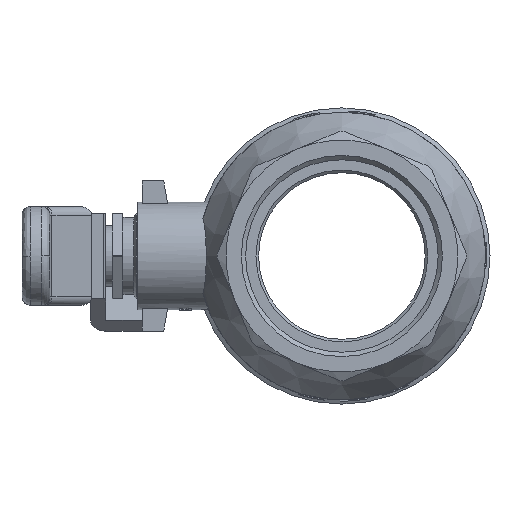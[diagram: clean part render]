
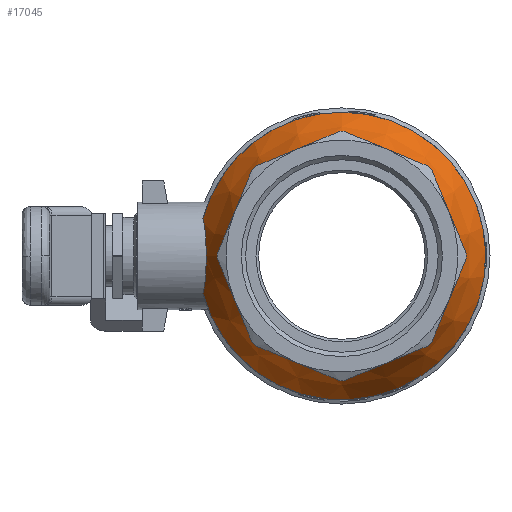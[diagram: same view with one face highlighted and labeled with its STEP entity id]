
A CAD part, left-side view. The second image highlights one B-rep face of the part: STEP entity #17045.
In plain terms, the highlighted conical face has half-angle 28.369 degrees and reference radius 26.75 mm.
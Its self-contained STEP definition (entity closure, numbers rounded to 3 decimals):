
#102=CONICAL_SURFACE('',#18604,26.75,0.495);
#1158=B_SPLINE_CURVE_WITH_KNOTS('',3,(#28578,#28579,#28580,#28581,#28582,
#28583,#28584,#28585),.UNSPECIFIED.,.F.,.F.,(4,1,1,1,1,4),(0.,0.002,
0.005,0.01,0.014,0.019),
 .UNSPECIFIED.);
#4815=ORIENTED_EDGE('',*,*,#9776,.F.);
#4816=ORIENTED_EDGE('',*,*,#9360,.T.);
#4817=ORIENTED_EDGE('',*,*,#9834,.F.);
#9360=EDGE_CURVE('',#11915,#11916,#13560,.T.);
#9776=EDGE_CURVE('',#11915,#11916,#1158,.T.);
#9834=EDGE_CURVE('',#12388,#12388,#13618,.T.);
#11915=VERTEX_POINT('',#27728);
#11916=VERTEX_POINT('',#27729);
#12388=VERTEX_POINT('',#28729);
#13560=CIRCLE('',#18213,33.5);
#13618=CIRCLE('',#18605,26.75);
#14022=EDGE_LOOP('',(#4815,#4816));
#14023=EDGE_LOOP('',(#4817));
#15152=FACE_BOUND('',#14022,.T.);
#15153=FACE_BOUND('',#14023,.T.);
#17045=ADVANCED_FACE('',(#15152,#15153),#102,.T.);
#18213=AXIS2_PLACEMENT_3D('',#27727,#20943,#20944);
#18604=AXIS2_PLACEMENT_3D('',#28727,#21802,#21803);
#18605=AXIS2_PLACEMENT_3D('',#28728,#21804,#21805);
#20943=DIRECTION('',(0.,-1.,0.));
#20944=DIRECTION('',(0.,0.,-1.));
#21802=DIRECTION('',(0.,1.,0.));
#21803=DIRECTION('',(1.,0.,0.));
#21804=DIRECTION('',(0.,-1.,0.));
#21805=DIRECTION('',(0.,0.,-1.));
#27727=CARTESIAN_POINT('',(0.,-9.,0.));
#27728=CARTESIAN_POINT('',(-8.675,-9.,32.357));
#27729=CARTESIAN_POINT('',(8.675,-9.,32.357));
#28578=CARTESIAN_POINT('',(-8.675,-9.,32.357));
#28579=CARTESIAN_POINT('',(-8.102,-9.552,32.202));
#28580=CARTESIAN_POINT('',(-6.868,-10.535,31.96));
#28581=CARTESIAN_POINT('',(-4.008,-12.032,31.668));
#28582=CARTESIAN_POINT('',(-0.005,-12.812,31.571));
#28583=CARTESIAN_POINT('',(4.805,-11.876,31.688));
#28584=CARTESIAN_POINT('',(7.53,-10.103,32.047));
#28585=CARTESIAN_POINT('',(8.675,-9.,32.357));
#28727=CARTESIAN_POINT('',(0.,-21.5,0.));
#28728=CARTESIAN_POINT('',(0.,-21.5,0.));
#28729=CARTESIAN_POINT('',(0.,-21.5,-26.75));
